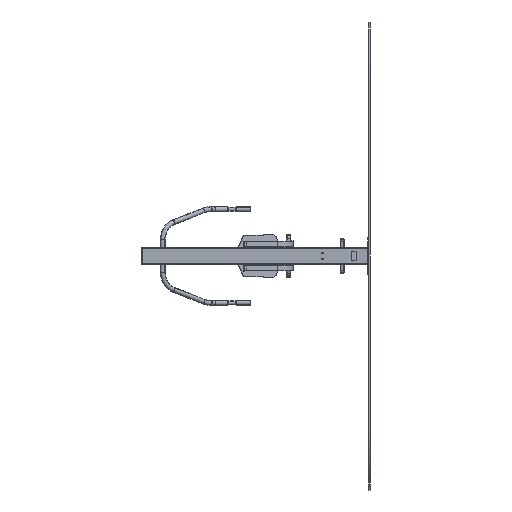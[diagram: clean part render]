
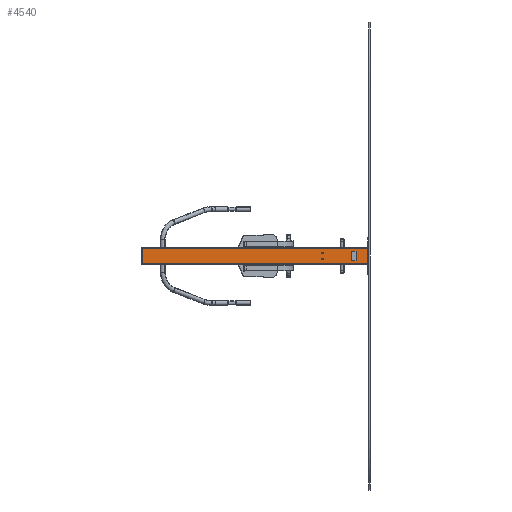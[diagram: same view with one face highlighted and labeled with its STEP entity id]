
A CAD part, left-side view. The second image highlights one B-rep face of the part: STEP entity #4540.
In plain terms, the highlighted face is planar.
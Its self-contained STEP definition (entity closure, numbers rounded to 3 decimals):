
#4540=ADVANCED_FACE('',(#6819),#6821,.T.);
#6819=FACE_BOUND('',#6820,.T.);
#6820=EDGE_LOOP('',(#11141,#11142,#11143,#11144));
#6821=PLANE('',#6822);
#6822=AXIS2_PLACEMENT_3D('',#6823,#6824,#6825);
#6823=CARTESIAN_POINT('',(143.,0.,-140.));
#6824=DIRECTION('',(0.,0.,-1.));
#6825=DIRECTION('',(-1.,0.,0.));
#11141=ORIENTED_EDGE('',*,*,#13593,.T.);
#11142=ORIENTED_EDGE('',*,*,#13594,.T.);
#11143=ORIENTED_EDGE('',*,*,#13595,.F.);
#11144=ORIENTED_EDGE('',*,*,#13590,.F.);
#13590=EDGE_CURVE('',#14900,#14902,#14903,.T.);
#13593=EDGE_CURVE('',#14900,#14907,#14908,.T.);
#13594=EDGE_CURVE('',#14907,#14909,#14910,.T.);
#13595=EDGE_CURVE('',#14902,#14909,#14911,.T.);
#14900=VERTEX_POINT('',#17184);
#14902=VERTEX_POINT('',#17189);
#14903=LINE('',#17190,#17191);
#14907=VERTEX_POINT('',#17201);
#14908=LINE('',#17202,#17203);
#14909=VERTEX_POINT('',#17205);
#14910=LINE('',#17206,#17207);
#14911=LINE('',#17209,#17210);
#17184=CARTESIAN_POINT('',(143.,0.,-140.));
#17189=CARTESIAN_POINT('',(143.,1832.,-140.));
#17190=CARTESIAN_POINT('',(143.,0.,-140.));
#17191=VECTOR('',#17192,1.);
#17192=DIRECTION('',(0.,1.,0.));
#17201=CARTESIAN_POINT('',(17.,0.,-140.));
#17202=CARTESIAN_POINT('',(143.,0.,-140.));
#17203=VECTOR('',#17204,1.);
#17204=DIRECTION('',(-1.,0.,0.));
#17205=CARTESIAN_POINT('',(17.,1832.,-140.));
#17206=CARTESIAN_POINT('',(17.,0.,-140.));
#17207=VECTOR('',#17208,1.);
#17208=DIRECTION('',(0.,1.,0.));
#17209=CARTESIAN_POINT('',(143.,1832.,-140.));
#17210=VECTOR('',#17211,1.);
#17211=DIRECTION('',(-1.,0.,0.));
